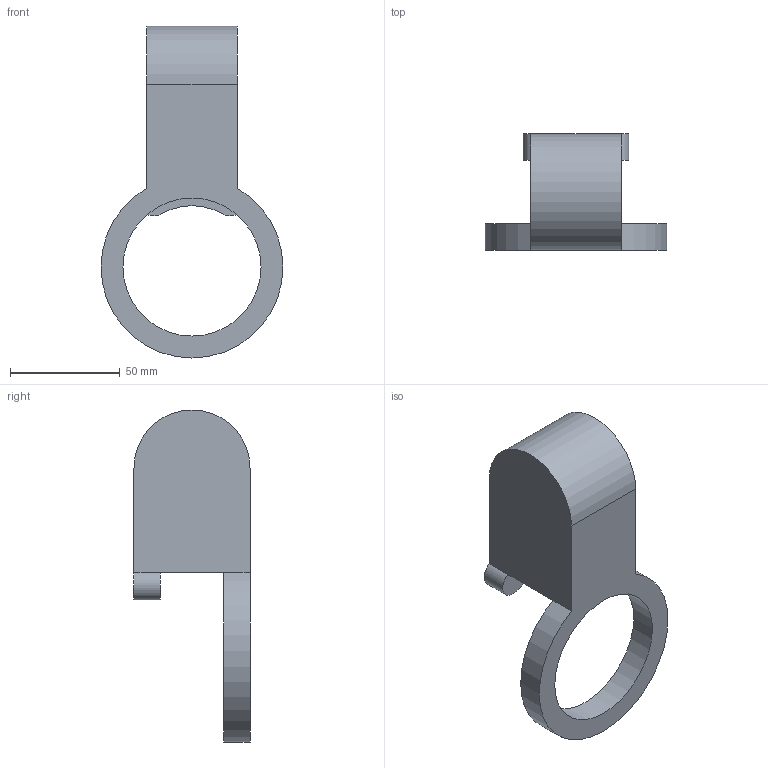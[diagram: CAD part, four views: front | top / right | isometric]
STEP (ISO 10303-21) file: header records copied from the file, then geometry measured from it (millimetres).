
FILE_DESCRIPTION(/* description */ (''),/* implementation_level */ '2;1');
FILE_NAME(/* name */ 'right_thigh.step',/* time_stamp */ '2021-01-12T18:17:08-05:00',/* author */ ('DELL'),/* organization */ (''),/* preprocessor_version */ 'ST-DEVELOPER v18',/* originating_system */ 'Autodesk Inventor 2020',/* authorisation */ '');
FILE_SCHEMA (('AUTOMOTIVE_DESIGN { 1 0 10303 214 3 1 1 }'));
Length unit declared in the file: millimetre
Products named in the file (1): right_thigh
Bounding box: 83 x 53 x 151.5 mm (x, y, z)
Volume: 177251 mm3; surface area: 27297.2 mm2
Topology: 1 solids, 1 shells, 13 faces, 29 edges, 18 vertices
Faces by surface type: cylinder 7, plane 6
Full cylindrical faces by diameter (mm): 63 x1
Entity records: 410 total; most frequent: DIRECTION 71, CARTESIAN_POINT 61, ORIENTED_EDGE 58, EDGE_CURVE 29, AXIS2_PLACEMENT_3D 28, VERTEX_POINT 18, EDGE_LOOP 15, LINE 15
